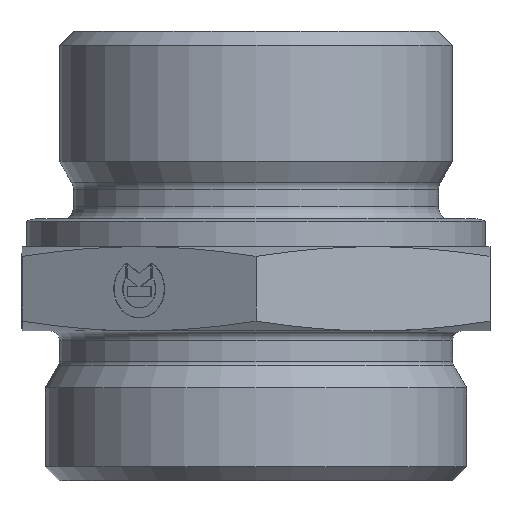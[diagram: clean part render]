
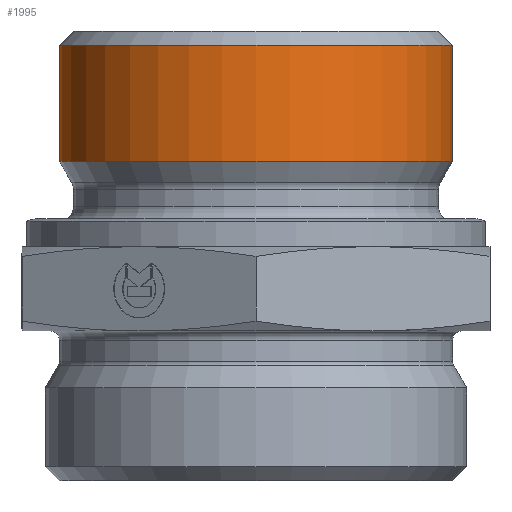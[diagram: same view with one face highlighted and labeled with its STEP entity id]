
A CAD part, front view. The second image highlights one B-rep face of the part: STEP entity #1995.
In plain terms, the highlighted cylindrical face has radius 21 mm (diameter 42 mm), a full revolution.
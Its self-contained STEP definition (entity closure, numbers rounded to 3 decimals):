
#1841=CARTESIAN_POINT('',(10.5,18.187,34.098));
#1842=VERTEX_POINT('',#1841);
#1843=CARTESIAN_POINT('',(0.0,0.0,34.098));
#1844=DIRECTION('',(0.0,0.0,1.0));
#1845=DIRECTION('',(-1.0,0.0,0.0));
#1846=AXIS2_PLACEMENT_3D('',#1843,#1844,#1845);
#1847=CIRCLE('',#1846,21.0);
#1848=EDGE_CURVE('',#1842,#1842,#1847,.T.);
#1969=CARTESIAN_POINT('',(21.0,0.,46.5));
#1970=VERTEX_POINT('',#1969);
#1971=CARTESIAN_POINT('',(0.0,0.0,46.5));
#1972=DIRECTION('',(0.0,0.0,1.0));
#1973=DIRECTION('',(-1.0,0.0,0.0));
#1974=AXIS2_PLACEMENT_3D('',#1971,#1972,#1973);
#1975=CIRCLE('',#1974,21.0);
#1976=EDGE_CURVE('',#1970,#1970,#1975,.T.);
#1984=CARTESIAN_POINT('',(0.0,0.0,48.));
#1985=DIRECTION('',(0.0,0.0,-1.0));
#1986=DIRECTION('',(-1.0,0.0,0.0));
#1987=AXIS2_PLACEMENT_3D('',#1984,#1985,#1986);
#1988=CYLINDRICAL_SURFACE('',#1987,21.0);
#1989=ORIENTED_EDGE('',*,*,#1848,.T.);
#1990=EDGE_LOOP('',(#1989));
#1991=FACE_OUTER_BOUND('',#1990,.T.);
#1992=ORIENTED_EDGE('',*,*,#1976,.F.);
#1993=EDGE_LOOP('',(#1992));
#1994=FACE_BOUND('',#1993,.T.);
#1995=ADVANCED_FACE('',(#1991,#1994),#1988,.T.);
